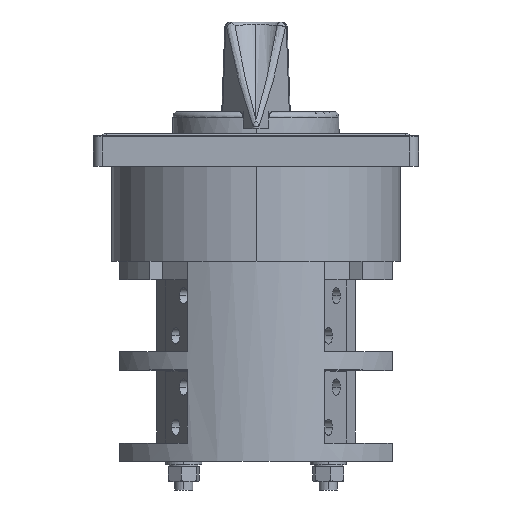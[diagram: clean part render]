
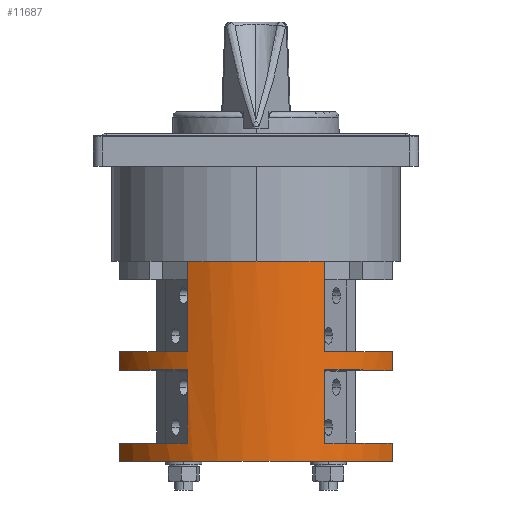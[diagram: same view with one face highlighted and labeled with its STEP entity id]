
A CAD part, front view. The second image highlights one B-rep face of the part: STEP entity #11687.
In plain terms, the highlighted cylindrical face has radius 42 mm (diameter 84 mm), a partial arc.
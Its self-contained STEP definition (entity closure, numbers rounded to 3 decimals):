
#1833=CARTESIAN_POINT('',(-45.,45.,0.));
#1834=DIRECTION('',(0.,0.,1.));
#1835=DIRECTION('',(0.452,-0.892,0.));
#1836=AXIS2_PLACEMENT_3D('',#1833,#1834,#1835);
#2032=CARTESIAN_POINT('',(-45.,45.,0.));
#2033=DIRECTION('',(0.,0.,1.));
#2034=DIRECTION('',(-0.699,-0.715,0.));
#2035=AXIS2_PLACEMENT_3D('',#2032,#2033,#2034);
#2278=CARTESIAN_POINT('',(-45.,45.,-0.256));
#2279=DIRECTION('',(0.,0.,1.));
#2280=DIRECTION('',(-0.899,-0.437,0.));
#2281=AXIS2_PLACEMENT_3D('',#2278,#2279,#2280);
#2992=CARTESIAN_POINT('',(-45.,45.,0.));
#2993=DIRECTION('',(0.,0.,1.));
#2994=DIRECTION('',(-0.899,-0.437,0.));
#2995=AXIS2_PLACEMENT_3D('',#2992,#2993,#2994);
#3000=DIRECTION('',(0.,0.,1.));
#3001=VECTOR('',#3000,5.);
#3002=CARTESIAN_POINT('',(-82.7,26.488,0.));
#3003=LINE('',#3002,#3001);
#3007=DIRECTION('',(0.,0.,1.));
#3008=VECTOR('',#3007,25.);
#3009=CARTESIAN_POINT('',(-64.,7.543,5.));
#3010=LINE('',#3009,#3008);
#3014=CARTESIAN_POINT('',(-45.,45.,30.));
#3015=DIRECTION('',(0.,0.,1.));
#3016=DIRECTION('',(-0.452,-0.892,0.));
#3017=AXIS2_PLACEMENT_3D('',#3014,#3015,#3016);
#3022=DIRECTION('',(0.,0.,-1.));
#3023=VECTOR('',#3022,25.);
#3024=CARTESIAN_POINT('',(-26.,7.543,30.));
#3025=LINE('',#3024,#3023);
#3029=DIRECTION('',(0.,0.,-1.));
#3030=VECTOR('',#3029,5.);
#3031=CARTESIAN_POINT('',(-7.3,26.488,5.));
#3032=LINE('',#3031,#3030);
#3036=CARTESIAN_POINT('',(-45.,45.,0.));
#3037=DIRECTION('',(0.,0.,1.));
#3038=DIRECTION('',(0.898,-0.441,0.));
#3039=AXIS2_PLACEMENT_3D('',#3036,#3037,#3038);
#3044=DIRECTION('',(0.,0.,-1.));
#3045=VECTOR('',#3044,0.256);
#3046=CARTESIAN_POINT('',(-7.228,26.634,0.));
#3047=LINE('',#3046,#3045);
#3051=DIRECTION('',(0.,0.,1.));
#3052=VECTOR('',#3051,0.256);
#3053=CARTESIAN_POINT('',(-15.64,14.967,
-0.256));
#3054=LINE('',#3053,#3052);
#3058=DIRECTION('',(0.,0.,-1.));
#3059=VECTOR('',#3058,20.256);
#3060=CARTESIAN_POINT('',(-26.,7.543,0.));
#3061=LINE('',#3060,#3059);
#3065=DIRECTION('',(0.,0.,-1.));
#3066=VECTOR('',#3065,5.);
#3067=CARTESIAN_POINT('',(-7.3,26.488,-20.256));
#3068=LINE('',#3067,#3066);
#3072=CARTESIAN_POINT('',(-45.,45.,-25.256));
#3073=DIRECTION('',(0.,0.,-1.));
#3074=DIRECTION('',(0.898,-0.441,0.));
#3075=AXIS2_PLACEMENT_3D('',#3072,#3073,#3074);
#3080=DIRECTION('',(0.,0.,1.));
#3081=VECTOR('',#3080,5.);
#3082=CARTESIAN_POINT('',(-82.7,26.488,-25.256));
#3083=LINE('',#3082,#3081);
#3087=DIRECTION('',(0.,0.,1.));
#3088=VECTOR('',#3087,20.256);
#3089=CARTESIAN_POINT('',(-64.,7.543,-20.256));
#3090=LINE('',#3089,#3088);
#3094=DIRECTION('',(0.,0.,-1.));
#3095=VECTOR('',#3094,0.256);
#3096=CARTESIAN_POINT('',(-74.36,14.967,0.));
#3097=LINE('',#3096,#3095);
#3101=DIRECTION('',(0.,0.,1.));
#3102=VECTOR('',#3101,0.256);
#3103=CARTESIAN_POINT('',(-82.772,26.634,
-0.256));
#3104=LINE('',#3103,#3102);
#3258=CARTESIAN_POINT('',(-45.,45.,-0.256));
#3259=DIRECTION('',(0.,0.,1.));
#3260=DIRECTION('',(0.699,-0.715,0.));
#3261=AXIS2_PLACEMENT_3D('',#3258,#3259,#3260);
#3811=CARTESIAN_POINT('',(-45.,45.,-20.256));
#3812=DIRECTION('',(0.,0.,-1.));
#3813=DIRECTION('',(-0.452,-0.892,0.));
#3814=AXIS2_PLACEMENT_3D('',#3811,#3812,#3813);
#3891=CARTESIAN_POINT('',(-45.,45.,-20.256));
#3892=DIRECTION('',(0.,0.,-1.));
#3893=DIRECTION('',(0.898,-0.441,0.));
#3894=AXIS2_PLACEMENT_3D('',#3891,#3892,#3893);
#5458=CARTESIAN_POINT('',(-45.,45.,5.));
#5459=DIRECTION('',(0.,0.,-1.));
#5460=DIRECTION('',(-0.452,-0.892,0.));
#5461=AXIS2_PLACEMENT_3D('',#5458,#5459,#5460);
#5570=CARTESIAN_POINT('',(-45.,45.,5.));
#5571=DIRECTION('',(0.,0.,-1.));
#5572=DIRECTION('',(0.898,-0.441,0.));
#5573=AXIS2_PLACEMENT_3D('',#5570,#5571,#5572);
#8385=CARTESIAN_POINT('',(-64.,7.543,5.));
#8386=VERTEX_POINT('',#8385);
#8387=CARTESIAN_POINT('',(-82.7,26.488,5.));
#8388=VERTEX_POINT('',#8387);
#8453=CARTESIAN_POINT('',(-7.3,26.488,5.));
#8454=VERTEX_POINT('',#8453);
#8455=CARTESIAN_POINT('',(-26.,7.543,5.));
#8456=VERTEX_POINT('',#8455);
#8751=CARTESIAN_POINT('',(-26.,7.543,30.));
#8753=VERTEX_POINT('',#8751);
#8756=CARTESIAN_POINT('',(-64.,7.543,30.));
#8758=VERTEX_POINT('',#8756);
#8957=CARTESIAN_POINT('',(-82.772,26.634,
-0.256));
#8958=VERTEX_POINT('',#8957);
#8959=CARTESIAN_POINT('',(-74.36,14.967,
-0.256));
#8960=VERTEX_POINT('',#8959);
#9089=CARTESIAN_POINT('',(-64.,7.543,-20.256));
#9090=VERTEX_POINT('',#9089);
#9091=CARTESIAN_POINT('',(-82.7,26.488,-20.256));
#9092=VERTEX_POINT('',#9091);
#9153=CARTESIAN_POINT('',(-7.3,26.488,-20.256));
#9154=VERTEX_POINT('',#9153);
#9155=CARTESIAN_POINT('',(-26.,7.543,-20.256));
#9156=VERTEX_POINT('',#9155);
#9241=CARTESIAN_POINT('',(-15.64,14.967,
-0.256));
#9242=VERTEX_POINT('',#9241);
#9243=CARTESIAN_POINT('',(-7.228,26.634,
-0.256));
#9244=VERTEX_POINT('',#9243);
#9399=CARTESIAN_POINT('',(-7.3,26.488,-25.256));
#9400=VERTEX_POINT('',#9399);
#9401=CARTESIAN_POINT('',(-82.7,26.488,-25.256));
#9402=VERTEX_POINT('',#9401);
#9499=CARTESIAN_POINT('',(-7.228,26.634,0.));
#9501=VERTEX_POINT('',#9499);
#9511=CARTESIAN_POINT('',(-82.772,26.634,
0.));
#9513=VERTEX_POINT('',#9511);
#9568=CARTESIAN_POINT('',(-26.,7.543,0.));
#9570=VERTEX_POINT('',#9568);
#9573=CARTESIAN_POINT('',(-15.64,14.967,0.));
#9574=VERTEX_POINT('',#9573);
#9619=CARTESIAN_POINT('',(-74.36,14.967,0.));
#9621=VERTEX_POINT('',#9619);
#9625=CARTESIAN_POINT('',(-64.,7.543,0.));
#9626=VERTEX_POINT('',#9625);
#9667=CARTESIAN_POINT('',(-82.7,26.488,0.));
#9668=VERTEX_POINT('',#9667);
#9669=CARTESIAN_POINT('',(-7.3,26.488,0.));
#9670=VERTEX_POINT('',#9669);
#11639=CARTESIAN_POINT('',(-45.,45.,25.));
#11640=DIRECTION('',(0.,0.,1.));
#11641=DIRECTION('',(0.,-1.,0.));
#11642=AXIS2_PLACEMENT_3D('',#11639,#11640,#11641);
#11643=CYLINDRICAL_SURFACE('',#11642,42.);
#11645=ORIENTED_EDGE('',*,*,#11644,.T.);
#11647=ORIENTED_EDGE('',*,*,#11646,.T.);
#11649=ORIENTED_EDGE('',*,*,#11648,.F.);
#11650=ORIENTED_EDGE('',*,*,#10299,.T.);
#11651=ORIENTED_EDGE('',*,*,#10317,.T.);
#11652=ORIENTED_EDGE('',*,*,#10403,.T.);
#11654=ORIENTED_EDGE('',*,*,#11653,.F.);
#11656=ORIENTED_EDGE('',*,*,#11655,.T.);
#11658=ORIENTED_EDGE('',*,*,#11657,.T.);
#11660=ORIENTED_EDGE('',*,*,#11659,.T.);
#11662=ORIENTED_EDGE('',*,*,#11661,.F.);
#11664=ORIENTED_EDGE('',*,*,#11663,.T.);
#11665=ORIENTED_EDGE('',*,*,#10828,.F.);
#11667=ORIENTED_EDGE('',*,*,#11666,.T.);
#11669=ORIENTED_EDGE('',*,*,#11668,.F.);
#11671=ORIENTED_EDGE('',*,*,#11670,.T.);
#11673=ORIENTED_EDGE('',*,*,#11672,.T.);
#11675=ORIENTED_EDGE('',*,*,#11674,.T.);
#11677=ORIENTED_EDGE('',*,*,#11676,.F.);
#11678=ORIENTED_EDGE('',*,*,#11628,.T.);
#11679=ORIENTED_EDGE('',*,*,#10931,.F.);
#11681=ORIENTED_EDGE('',*,*,#11680,.T.);
#11682=ORIENTED_EDGE('',*,*,#11096,.F.);
#11684=ORIENTED_EDGE('',*,*,#11683,.T.);
#11685=EDGE_LOOP('',(#11645,#11647,#11649,#11650,#11651,#11652,#11654,#11656,
#11658,#11660,#11662,#11664,#11665,#11667,#11669,#11671,#11673,#11675,#11677,
#11678,#11679,#11681,#11682,#11684));
#11686=FACE_OUTER_BOUND('',#11685,.F.);
#1837=CIRCLE('',#1836,42.);
#2036=CIRCLE('',#2035,42.);
#2282=CIRCLE('',#2281,42.);
#2996=CIRCLE('',#2995,42.);
#3018=CIRCLE('',#3017,42.);
#3040=CIRCLE('',#3039,42.);
#3076=CIRCLE('',#3075,42.);
#3262=CIRCLE('',#3261,42.);
#3815=CIRCLE('',#3814,42.);
#3895=CIRCLE('',#3894,42.);
#5462=CIRCLE('',#5461,42.);
#5574=CIRCLE('',#5573,42.);
#10299=EDGE_CURVE('',#8386,#8758,#3010,.T.);
#10317=EDGE_CURVE('',#8758,#8753,#3018,.T.);
#10403=EDGE_CURVE('',#8753,#8456,#3025,.T.);
#10828=EDGE_CURVE('',#9570,#9574,#1837,.T.);
#10931=EDGE_CURVE('',#9621,#9626,#2036,.T.);
#11096=EDGE_CURVE('',#8958,#8960,#2282,.T.);
#11628=EDGE_CURVE('',#9090,#9626,#3090,.T.);
#11644=EDGE_CURVE('',#9513,#9668,#2996,.T.);
#11646=EDGE_CURVE('',#9668,#8388,#3003,.T.);
#11648=EDGE_CURVE('',#8386,#8388,#5462,.T.);
#11653=EDGE_CURVE('',#8454,#8456,#5574,.T.);
#11655=EDGE_CURVE('',#8454,#9670,#3032,.T.);
#11657=EDGE_CURVE('',#9670,#9501,#3040,.T.);
#11659=EDGE_CURVE('',#9501,#9244,#3047,.T.);
#11661=EDGE_CURVE('',#9242,#9244,#3262,.T.);
#11663=EDGE_CURVE('',#9242,#9574,#3054,.T.);
#11666=EDGE_CURVE('',#9570,#9156,#3061,.T.);
#11668=EDGE_CURVE('',#9154,#9156,#3895,.T.);
#11670=EDGE_CURVE('',#9154,#9400,#3068,.T.);
#11672=EDGE_CURVE('',#9400,#9402,#3076,.T.);
#11674=EDGE_CURVE('',#9402,#9092,#3083,.T.);
#11676=EDGE_CURVE('',#9090,#9092,#3815,.T.);
#11680=EDGE_CURVE('',#9621,#8960,#3097,.T.);
#11683=EDGE_CURVE('',#8958,#9513,#3104,.T.);
#11687=ADVANCED_FACE('',(#11686),#11643,.T.);
